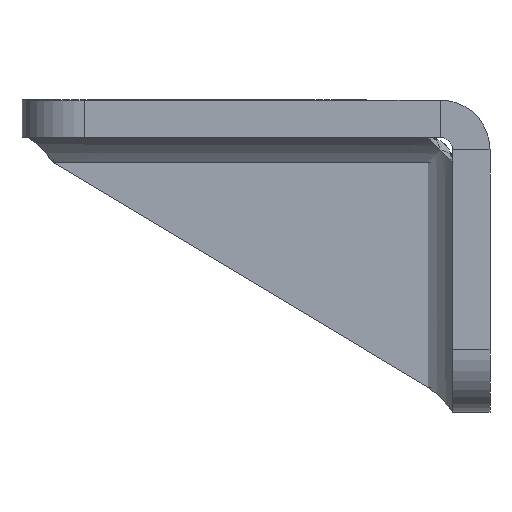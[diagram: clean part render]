
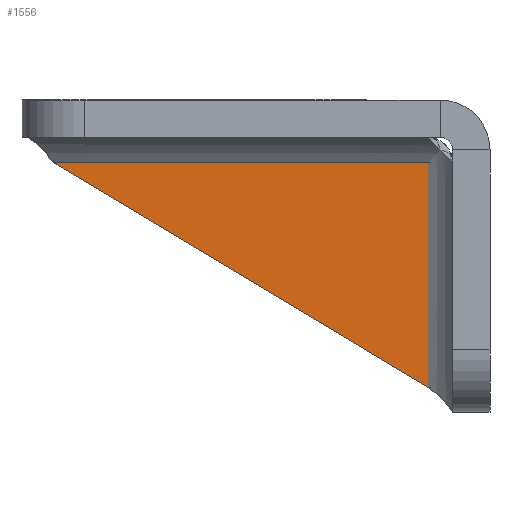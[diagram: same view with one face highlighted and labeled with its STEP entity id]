
A CAD part, front view. The second image highlights one B-rep face of the part: STEP entity #1556.
In plain terms, the highlighted face is planar.
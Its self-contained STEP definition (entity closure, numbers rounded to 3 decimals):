
#71 = LINE ( 'NONE', #3032, #1374 ) ;
#83 = EDGE_CURVE ( 'NONE', #3058, #3074, #1375, .T. ) ;
#92 = EDGE_CURVE ( 'NONE', #3074, #746, #71, .T. ) ;
#102 = EDGE_CURVE ( 'NONE', #2448, #1297, #1969, .T. ) ;
#146 = EDGE_CURVE ( 'NONE', #1703, #3058, #1139, .T. ) ;
#353 = CARTESIAN_POINT ( 'NONE',  ( 3., 0., 4. ) ) ;
#364 = EDGE_LOOP ( 'NONE', ( #543, #2477, #2378, #743, #3088, #1914 ) ) ;
#403 = DIRECTION ( 'NONE',  ( -1., 0., 0. ) ) ;
#543 = ORIENTED_EDGE ( 'NONE', *, *, #2949, .T. ) ;
#568 = DIRECTION ( 'NONE',  ( 1., 0., 0. ) ) ;
#648 = CARTESIAN_POINT ( 'NONE',  ( 3., 64., 4. ) ) ;
#689 = CARTESIAN_POINT ( 'NONE',  ( 3., 4., 40. ) ) ;
#705 = CARTESIAN_POINT ( 'NONE',  ( 3., 0., 40. ) ) ;
#726 = CARTESIAN_POINT ( 'NONE',  ( 3., 4., 40. ) ) ;
#743 = ORIENTED_EDGE ( 'NONE', *, *, #92, .T. ) ;
#746 = VERTEX_POINT ( 'NONE', #353 ) ;
#880 = DIRECTION ( 'NONE',  ( 0., 0., -1. ) ) ;
#956 = CIRCLE ( 'NONE', #2105, 4. ) ;
#1139 = LINE ( 'NONE', #726, #1144 ) ;
#1144 = VECTOR ( 'NONE', #1839, 1000. ) ;
#1297 = VERTEX_POINT ( 'NONE', #2869 ) ;
#1374 = VECTOR ( 'NONE', #880, 1000. ) ;
#1375 = LINE ( 'NONE', #2565, #1379 ) ;
#1379 = VECTOR ( 'NONE', #2867, 1000. ) ;
#1556 = ADVANCED_FACE ( 'NONE', ( #1710 ), #2152, .F. ) ;
#1572 = EDGE_CURVE ( 'NONE', #746, #2448, #956, .T. ) ;
#1703 = VERTEX_POINT ( 'NONE', #648 ) ;
#1710 = FACE_OUTER_BOUND ( 'NONE', #364, .T. ) ;
#1839 = DIRECTION ( 'NONE',  ( 0., -0.857, 0.514 ) ) ;
#1914 = ORIENTED_EDGE ( 'NONE', *, *, #102, .T. ) ;
#1955 = DIRECTION ( 'NONE',  ( 0., 0., 1. ) ) ;
#1969 = LINE ( 'NONE', #2352, #2074 ) ;
#2074 = VECTOR ( 'NONE', #2656, 1000. ) ;
#2099 = VECTOR ( 'NONE', #2250, 1000. ) ;
#2103 = AXIS2_PLACEMENT_3D ( 'NONE', #2938, #403, #1955 ) ;
#2105 = AXIS2_PLACEMENT_3D ( 'NONE', #2864, #568, #3006 ) ;
#2137 = LINE ( 'NONE', #2301, #2099 ) ;
#2152 = PLANE ( 'NONE',  #2103 ) ;
#2250 = DIRECTION ( 'NONE',  ( 0., 0., 1. ) ) ;
#2301 = CARTESIAN_POINT ( 'NONE',  ( 3., 64., 4. ) ) ;
#2352 = CARTESIAN_POINT ( 'NONE',  ( 3., 64., 0. ) ) ;
#2378 = ORIENTED_EDGE ( 'NONE', *, *, #83, .T. ) ;
#2448 = VERTEX_POINT ( 'NONE', #2977 ) ;
#2477 = ORIENTED_EDGE ( 'NONE', *, *, #146, .T. ) ;
#2565 = CARTESIAN_POINT ( 'NONE',  ( 3., 0., 40. ) ) ;
#2656 = DIRECTION ( 'NONE',  ( 0., 1., 0. ) ) ;
#2864 = CARTESIAN_POINT ( 'NONE',  ( 3., 4., 4. ) ) ;
#2867 = DIRECTION ( 'NONE',  ( 0., -1., 0. ) ) ;
#2869 = CARTESIAN_POINT ( 'NONE',  ( 3., 64., 0. ) ) ;
#2938 = CARTESIAN_POINT ( 'NONE',  ( 3., 4., 4. ) ) ;
#2949 = EDGE_CURVE ( 'NONE', #1297, #1703, #2137, .T. ) ;
#2977 = CARTESIAN_POINT ( 'NONE',  ( 3., 4., 0. ) ) ;
#3006 = DIRECTION ( 'NONE',  ( 0., 0., 1. ) ) ;
#3032 = CARTESIAN_POINT ( 'NONE',  ( 3., 0., 4. ) ) ;
#3058 = VERTEX_POINT ( 'NONE', #689 ) ;
#3074 = VERTEX_POINT ( 'NONE', #705 ) ;
#3088 = ORIENTED_EDGE ( 'NONE', *, *, #1572, .T. ) ;
